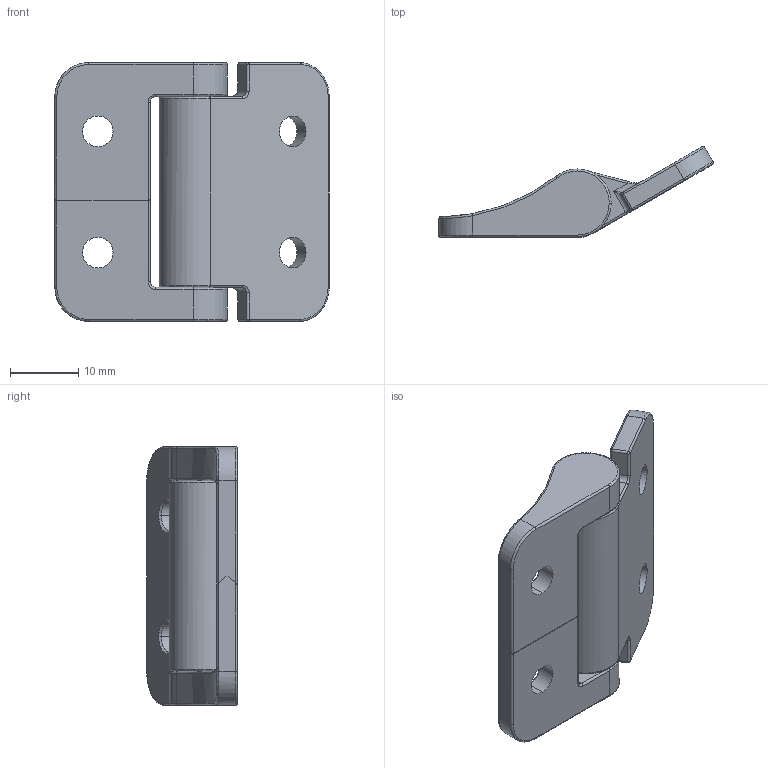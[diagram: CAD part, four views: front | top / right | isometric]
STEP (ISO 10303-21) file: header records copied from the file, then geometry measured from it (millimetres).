
FILE_DESCRIPTION (( 'STEP AP214' ), '1' );
FILE_NAME ('095030.STEP', '2014-08-27T09:08:54', ( '' ), ( '' ), 'SwSTEP 2.0', 'SolidWorks 2014', '' );
FILE_SCHEMA (( 'AUTOMOTIVE_DESIGN' ));
Length unit declared in the file: millimetre
Products named in the file (1): 095030
Bounding box: 40.27 x 13.31 x 38 mm (x, y, z)
Volume: 5219.6 mm3; surface area: 5119 mm2
Topology: 2 solids, 2 shells, 147 faces, 348 edges, 199 vertices
Faces by surface type: cylinder 67, bspline 46, plane 26, cone 8
Entity records: 6891 total; most frequent: CARTESIAN_POINT 2127, ORIENTED_EDGE 680, DIRECTION 623, EDGE_CURVE 340, AXIS2_PLACEMENT_3D 244, VERTEX_POINT 199, EDGE_LOOP 159, UNCERTAINTY_MEASURE_WITH_UNIT 151
